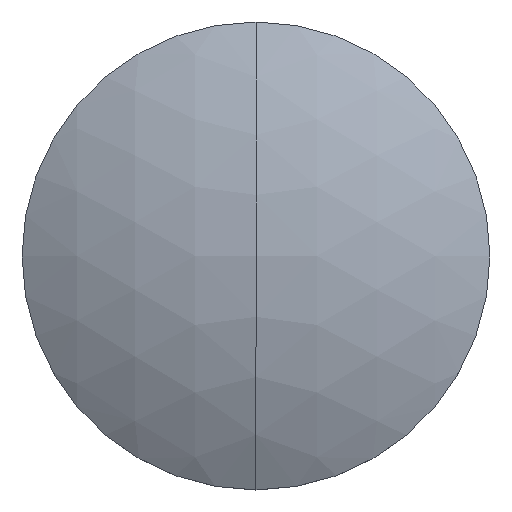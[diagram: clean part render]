
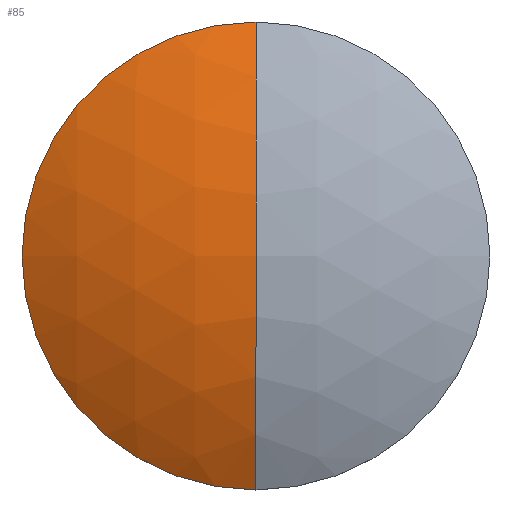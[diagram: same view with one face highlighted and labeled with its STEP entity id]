
A CAD part, top view. The second image highlights one B-rep face of the part: STEP entity #85.
In plain terms, the highlighted spherical face has radius 51.5 mm.
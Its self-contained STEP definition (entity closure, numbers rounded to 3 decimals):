
#3 = EDGE_CURVE ( 'NONE', #83, #76, #88, .T. ) ;
#4 = ORIENTED_EDGE ( 'NONE', *, *, #3, .F. ) ;
#30 = DIRECTION ( 'NONE',  ( 0., 1., 0. ) ) ;
#31 = DIRECTION ( 'NONE',  ( -1., 0., 0. ) ) ;
#34 = AXIS2_PLACEMENT_3D ( 'NONE', #37, #31, #30 ) ;
#37 = CARTESIAN_POINT ( 'NONE',  ( 0., 0., -46.655 ) ) ;
#38 = SPHERICAL_SURFACE ( 'NONE', #34, 51.5 ) ;
#52 = EDGE_LOOP ( 'NONE', ( #53, #63, #74, #4 ) ) ;
#53 = ORIENTED_EDGE ( 'NONE', *, *, #60, .T. ) ;
#54 = VERTEX_POINT ( 'NONE', #125 ) ;
#60 = EDGE_CURVE ( 'NONE', #83, #71, #111, .T. ) ;
#63 = ORIENTED_EDGE ( 'NONE', *, *, #64, .T. ) ;
#64 = EDGE_CURVE ( 'NONE', #71, #54, #130, .T. ) ;
#71 = VERTEX_POINT ( 'NONE', #224 ) ;
#74 = ORIENTED_EDGE ( 'NONE', *, *, #75, .T. ) ;
#75 = EDGE_CURVE ( 'NONE', #54, #76, #227, .T. ) ;
#76 = VERTEX_POINT ( 'NONE', #228 ) ;
#83 = VERTEX_POINT ( 'NONE', #208 ) ;
#85 = ADVANCED_FACE ( 'NONE', ( #153 ), #38, .T. ) ;
#88 = CIRCLE ( 'NONE', #101, 51.5 ) ;
#98 = DIRECTION ( 'NONE',  ( 0., 0., -1. ) ) ;
#99 = DIRECTION ( 'NONE',  ( 1., 0., 0. ) ) ;
#100 = CARTESIAN_POINT ( 'NONE',  ( 0., 0., -46.655 ) ) ;
#101 = AXIS2_PLACEMENT_3D ( 'NONE', #100, #99, #98 ) ;
#107 = AXIS2_PLACEMENT_3D ( 'NONE', #109, #116, #121 ) ;
#109 = CARTESIAN_POINT ( 'NONE',  ( 0., 0., -1.854 ) ) ;
#111 = CIRCLE ( 'NONE', #107, 25.4 ) ;
#116 = DIRECTION ( 'NONE',  ( 0., 0., 1. ) ) ;
#121 = DIRECTION ( 'NONE',  ( 1., 0., 0. ) ) ;
#125 = CARTESIAN_POINT ( 'NONE',  ( 0., -25.4, -1.854 ) ) ;
#126 = DIRECTION ( 'NONE',  ( 1., 0., 0. ) ) ;
#127 = DIRECTION ( 'NONE',  ( 0., 0., 1. ) ) ;
#128 = CARTESIAN_POINT ( 'NONE',  ( 0., 0., -1.854 ) ) ;
#129 = AXIS2_PLACEMENT_3D ( 'NONE', #128, #127, #126 ) ;
#130 = CIRCLE ( 'NONE', #129, 25.4 ) ;
#153 = FACE_OUTER_BOUND ( 'NONE', #52, .T. ) ;
#166 = DIRECTION ( 'NONE',  ( 0., -1., 0. ) ) ;
#195 = DIRECTION ( 'NONE',  ( -1., 0., 0. ) ) ;
#196 = CARTESIAN_POINT ( 'NONE',  ( 0., 0., -46.655 ) ) ;
#197 = AXIS2_PLACEMENT_3D ( 'NONE', #196, #195, #166 ) ;
#208 = CARTESIAN_POINT ( 'NONE',  ( 0., 25.4, -1.854 ) ) ;
#224 = CARTESIAN_POINT ( 'NONE',  ( -25.4, 0., -1.854 ) ) ;
#227 = CIRCLE ( 'NONE', #197, 51.5 ) ;
#228 = CARTESIAN_POINT ( 'NONE',  ( 0., 0., 4.845 ) ) ;
